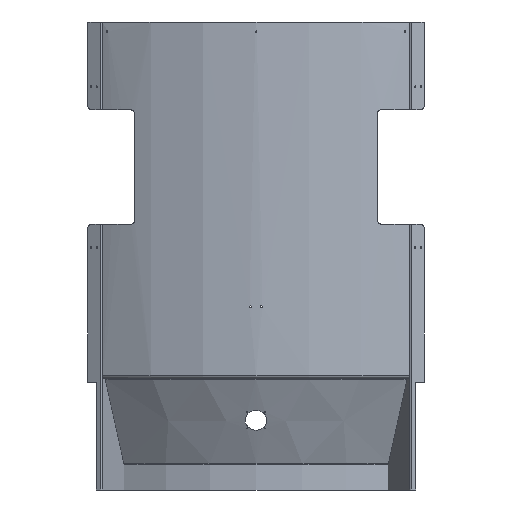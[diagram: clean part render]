
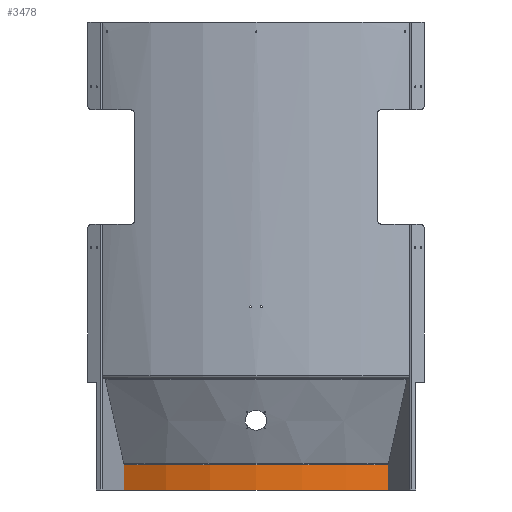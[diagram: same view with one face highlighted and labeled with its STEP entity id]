
A CAD part, left-side view. The second image highlights one B-rep face of the part: STEP entity #3478.
In plain terms, the highlighted cylindrical face has radius 1233 mm (diameter 2466 mm), a partial arc.
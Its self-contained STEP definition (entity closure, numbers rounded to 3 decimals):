
#3181=CARTESIAN_POINT('',(-1069.306,613.9,128.));
#3182=VERTEX_POINT('',#3181);
#3189=CARTESIAN_POINT('',(-1069.306,613.9,245.773));
#3190=VERTEX_POINT('',#3189);
#3191=CARTESIAN_POINT('',(-1069.306,613.9,245.773));
#3192=DIRECTION('',(0.0,0.0,-1.0));
#3193=VECTOR('',#3192,117.773);
#3194=LINE('',#3191,#3193);
#3195=EDGE_CURVE('',#3190,#3182,#3194,.T.);
#3429=CARTESIAN_POINT('',(-1069.306,-613.9,245.773));
#3430=VERTEX_POINT('',#3429);
#3444=CARTESIAN_POINT('',(0.0,0.0,245.773));
#3445=DIRECTION('',(0.0,0.0,-1.0));
#3446=DIRECTION('',(-1.0,0.0,0.0));
#3447=AXIS2_PLACEMENT_3D('',#3444,#3445,#3446);
#3448=CIRCLE('',#3447,1233.);
#3449=EDGE_CURVE('',#3430,#3190,#3448,.T.);
#3454=CARTESIAN_POINT('',(0.0,0.0,128.0));
#3455=DIRECTION('',(0.0,0.0,1.0));
#3456=DIRECTION('',(-1.0,0.0,0.0));
#3457=AXIS2_PLACEMENT_3D('',#3454,#3455,#3456);
#3458=CYLINDRICAL_SURFACE('',#3457,1233.);
#3459=CARTESIAN_POINT('',(-1069.306,-613.9,128.));
#3460=VERTEX_POINT('',#3459);
#3461=CARTESIAN_POINT('',(-1069.306,-613.9,128.));
#3462=DIRECTION('',(0.0,0.0,1.0));
#3463=VECTOR('',#3462,117.773);
#3464=LINE('',#3461,#3463);
#3465=EDGE_CURVE('',#3430,#3460,#3464,.F.);
#3466=ORIENTED_EDGE('',*,*,#3465,.F.);
#3467=ORIENTED_EDGE('',*,*,#3449,.T.);
#3468=ORIENTED_EDGE('',*,*,#3195,.T.);
#3469=CARTESIAN_POINT('',(0.0,0.0,128.));
#3470=DIRECTION('',(0.0,0.0,-1.0));
#3471=DIRECTION('',(-1.0,0.0,0.0));
#3472=AXIS2_PLACEMENT_3D('',#3469,#3470,#3471);
#3473=CIRCLE('',#3472,1233.);
#3474=EDGE_CURVE('',#3460,#3182,#3473,.T.);
#3475=ORIENTED_EDGE('',*,*,#3474,.F.);
#3476=EDGE_LOOP('',(#3466,#3467,#3468,#3475));
#3477=FACE_OUTER_BOUND('',#3476,.T.);
#3478=ADVANCED_FACE('',(#3477),#3458,.T.);
